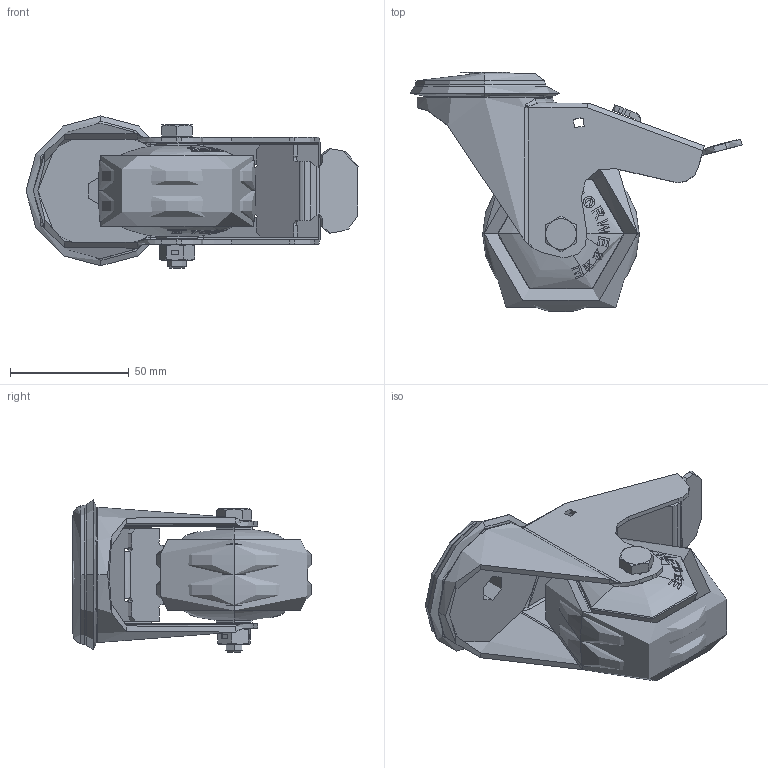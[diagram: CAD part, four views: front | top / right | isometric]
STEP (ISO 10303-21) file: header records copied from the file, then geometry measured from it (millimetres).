
FILE_DESCRIPTION (( 'STEP AP214' ), '1' );
FILE_NAME ('0058575.step', '2026-01-30T10:04:05', ( '' ), ( '' ), 'SwSTEP 2.0', 'SolidWorks 2020', '' );
FILE_SCHEMA (( 'AUTOMOTIVE_DESIGN' ));
Length unit declared in the file: millimetre
Products named in the file (1): 0058575
Bounding box: 139.78 x 100.63 x 64.05 mm (x, y, z)
Volume: 179591.7 mm3; surface area: 95356.8 mm2
Topology: 14 solids, 14 shells, 769 faces, 1991 edges, 1292 vertices
Faces by surface type: bspline 268, plane 175, cylinder 144, torus 114, cone 68
Entity records: 48624 total; most frequent: CARTESIAN_POINT 23681, ORIENTED_EDGE 3974, DIRECTION 2423, EDGE_CURVE 1987, VERTEX_POINT 1292, B_SPLINE_CURVE_WITH_KNOTS 958, AXIS2_PLACEMENT_3D 949, EDGE_LOOP 847
